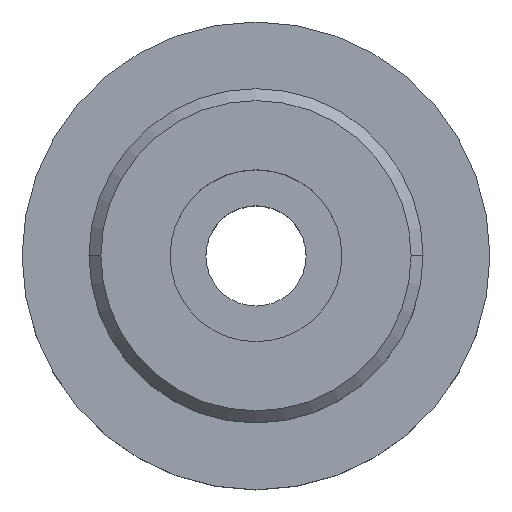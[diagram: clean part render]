
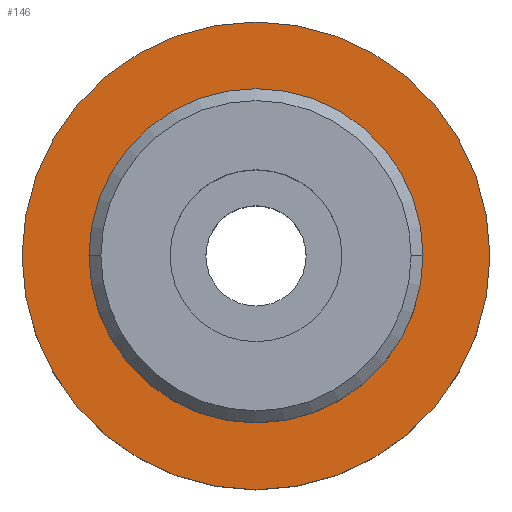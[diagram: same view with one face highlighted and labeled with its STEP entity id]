
A CAD part, top view. The second image highlights one B-rep face of the part: STEP entity #146.
In plain terms, the highlighted planar face has unit normal (0, 0, 1).
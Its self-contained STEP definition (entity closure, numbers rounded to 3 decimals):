
#122=EDGE_CURVE('',#224,#178,#292,.T.);
#124=EDGE_CURVE('',#148,#202,#294,.T.);
#132=EDGE_CURVE('',#178,#224,#304,.T.);
#146=ADVANCED_FACE('',(#320,#321),#322,.T.);
#148=VERTEX_POINT('',#324);
#150=EDGE_CURVE('',#202,#148,#326,.T.);
#178=VERTEX_POINT('',#360);
#202=VERTEX_POINT('',#385);
#224=VERTEX_POINT('',#408);
#292=CIRCLE('',#474,17.5);
#294=CIRCLE('',#477,24.5);
#304=CIRCLE('',#489,17.5);
#320=FACE_BOUND('',#508,.T.);
#321=FACE_OUTER_BOUND('',#509,.T.);
#322=PLANE('',#510);
#324=CARTESIAN_POINT('',(24.5,0.,12.0));
#326=CIRCLE('',#515,24.5);
#360=CARTESIAN_POINT('',(-17.5,0.,12.0));
#385=CARTESIAN_POINT('',(-24.5,0.,12.0));
#408=CARTESIAN_POINT('',(17.5,0.,12.0));
#474=AXIS2_PLACEMENT_3D('',#703,#704,#705);
#477=AXIS2_PLACEMENT_3D('',#706,#707,#708);
#489=AXIS2_PLACEMENT_3D('',#728,#729,#730);
#508=EDGE_LOOP('',(#757,#758));
#509=EDGE_LOOP('',(#759,#760));
#510=AXIS2_PLACEMENT_3D('',#761,#762,#763);
#515=AXIS2_PLACEMENT_3D('',#764,#765,#766);
#703=CARTESIAN_POINT('',(0.0,0.,12.0));
#704=DIRECTION('',(0.0,0.0,1.0));
#705=DIRECTION('',(-1.0,0.,0.0));
#706=CARTESIAN_POINT('',(0.0,0.,12.0));
#707=DIRECTION('',(0.0,0.0,1.0));
#708=DIRECTION('',(-1.0,0.,0.0));
#728=CARTESIAN_POINT('',(0.0,0.,12.0));
#729=DIRECTION('',(0.0,0.0,1.0));
#730=DIRECTION('',(-1.0,0.,0.0));
#757=ORIENTED_EDGE('',*,*,#132,.F.);
#758=ORIENTED_EDGE('',*,*,#122,.F.);
#759=ORIENTED_EDGE('',*,*,#150,.T.);
#760=ORIENTED_EDGE('',*,*,#124,.T.);
#761=CARTESIAN_POINT('',(-21.0,0.,12.0));
#762=DIRECTION('',(0.0,0.0,1.0));
#763=DIRECTION('',(-1.0,0.,0.0));
#764=CARTESIAN_POINT('',(0.0,0.,12.0));
#765=DIRECTION('',(0.0,0.0,1.0));
#766=DIRECTION('',(-1.0,0.,0.0));
